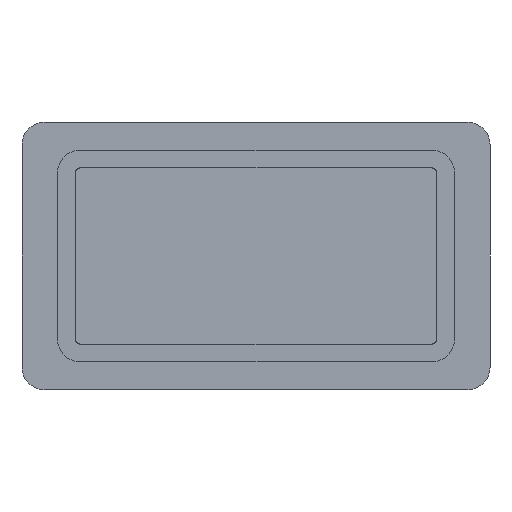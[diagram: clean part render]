
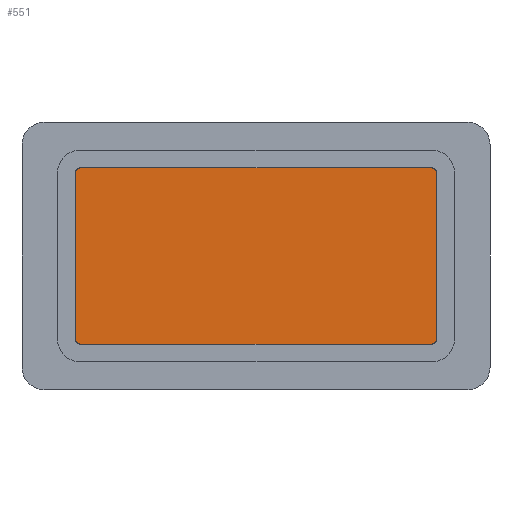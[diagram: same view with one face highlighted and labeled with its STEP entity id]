
A CAD part, front view. The second image highlights one B-rep face of the part: STEP entity #551.
In plain terms, the highlighted face is planar.
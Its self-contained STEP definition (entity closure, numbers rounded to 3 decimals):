
#11 = ORIENTED_EDGE ( 'NONE', *, *, #115, .T. ) ;
#17 = VERTEX_POINT ( 'NONE', #836 ) ;
#23 = VERTEX_POINT ( 'NONE', #586 ) ;
#33 = ORIENTED_EDGE ( 'NONE', *, *, #668, .T. ) ;
#34 = DIRECTION ( 'NONE',  ( 0., 1., 0. ) ) ;
#55 = AXIS2_PLACEMENT_3D ( 'NONE', #112, #333, #172 ) ;
#69 = PLANE ( 'NONE',  #907 ) ;
#72 = AXIS2_PLACEMENT_3D ( 'NONE', #1025, #521, #34 ) ;
#92 = DIRECTION ( 'NONE',  ( 0., 1., 0. ) ) ;
#96 = DIRECTION ( 'NONE',  ( 0., -1., 0. ) ) ;
#112 = CARTESIAN_POINT ( 'NONE',  ( -7.9, 3.75, -3. ) ) ;
#114 = CARTESIAN_POINT ( 'NONE',  ( 7.9, 3.75, -3. ) ) ;
#115 = EDGE_CURVE ( 'NONE', #206, #570, #359, .T. ) ;
#153 = ORIENTED_EDGE ( 'NONE', *, *, #414, .T. ) ;
#162 = VERTEX_POINT ( 'NONE', #1012 ) ;
#171 = CIRCLE ( 'NONE', #72, 0.2 ) ;
#172 = DIRECTION ( 'NONE',  ( 0., 1., 0. ) ) ;
#198 = DIRECTION ( 'NONE',  ( -1., 0., 0. ) ) ;
#204 = VECTOR ( 'NONE', #519, 1000. ) ;
#206 = VERTEX_POINT ( 'NONE', #689 ) ;
#264 = CARTESIAN_POINT ( 'NONE',  ( -7.9, -3.75, -3. ) ) ;
#270 = DIRECTION ( 'NONE',  ( 0., 0., 1. ) ) ;
#287 = CARTESIAN_POINT ( 'NONE',  ( 7.9, 3.95, -3. ) ) ;
#288 = VECTOR ( 'NONE', #198, 1000. ) ;
#328 = CIRCLE ( 'NONE', #646, 0.2 ) ;
#333 = DIRECTION ( 'NONE',  ( 0., 0., 1. ) ) ;
#335 = CARTESIAN_POINT ( 'NONE',  ( -7.9, 3.75, -3. ) ) ;
#358 = AXIS2_PLACEMENT_3D ( 'NONE', #114, #922, #514 ) ;
#359 = LINE ( 'NONE', #618, #828 ) ;
#394 = DIRECTION ( 'NONE',  ( 0., 1., 0. ) ) ;
#399 = ORIENTED_EDGE ( 'NONE', *, *, #994, .T. ) ;
#406 = ORIENTED_EDGE ( 'NONE', *, *, #1055, .T. ) ;
#414 = EDGE_CURVE ( 'NONE', #570, #17, #171, .T. ) ;
#483 = VERTEX_POINT ( 'NONE', #651 ) ;
#514 = DIRECTION ( 'NONE',  ( 0., 1., 0. ) ) ;
#519 = DIRECTION ( 'NONE',  ( 0., 1., 0. ) ) ;
#521 = DIRECTION ( 'NONE',  ( 0., 0., 1. ) ) ;
#527 = CIRCLE ( 'NONE', #358, 0.2 ) ;
#551 = ADVANCED_FACE ( 'NONE', ( #636 ), #69, .T. ) ;
#570 = VERTEX_POINT ( 'NONE', #671 ) ;
#571 = CARTESIAN_POINT ( 'NONE',  ( -8.1, 3.75, -3. ) ) ;
#574 = ORIENTED_EDGE ( 'NONE', *, *, #983, .T. ) ;
#586 = CARTESIAN_POINT ( 'NONE',  ( -8.1, -3.75, -3. ) ) ;
#602 = LINE ( 'NONE', #287, #288 ) ;
#618 = CARTESIAN_POINT ( 'NONE',  ( -7.9, -3.95, -3. ) ) ;
#636 = FACE_OUTER_BOUND ( 'NONE', #1031, .T. ) ;
#646 = AXIS2_PLACEMENT_3D ( 'NONE', #264, #270, #92 ) ;
#651 = CARTESIAN_POINT ( 'NONE',  ( -7.9, 3.95, -3. ) ) ;
#652 = ORIENTED_EDGE ( 'NONE', *, *, #657, .T. ) ;
#657 = EDGE_CURVE ( 'NONE', #975, #162, #527, .T. ) ;
#668 = EDGE_CURVE ( 'NONE', #17, #975, #837, .T. ) ;
#671 = CARTESIAN_POINT ( 'NONE',  ( 7.9, -3.95, -3. ) ) ;
#689 = CARTESIAN_POINT ( 'NONE',  ( -7.9, -3.95, -3. ) ) ;
#714 = LINE ( 'NONE', #913, #872 ) ;
#737 = CIRCLE ( 'NONE', #55, 0.2 ) ;
#743 = EDGE_CURVE ( 'NONE', #162, #483, #602, .T. ) ;
#771 = DIRECTION ( 'NONE',  ( 1., 0., 0. ) ) ;
#828 = VECTOR ( 'NONE', #771, 1000. ) ;
#836 = CARTESIAN_POINT ( 'NONE',  ( 8.1, -3.75, -3. ) ) ;
#837 = LINE ( 'NONE', #928, #204 ) ;
#872 = VECTOR ( 'NONE', #96, 1000. ) ;
#903 = VERTEX_POINT ( 'NONE', #571 ) ;
#907 = AXIS2_PLACEMENT_3D ( 'NONE', #335, #987, #394 ) ;
#913 = CARTESIAN_POINT ( 'NONE',  ( -8.1, 3.75, -3. ) ) ;
#922 = DIRECTION ( 'NONE',  ( 0., 0., 1. ) ) ;
#928 = CARTESIAN_POINT ( 'NONE',  ( 8.1, -3.75, -3. ) ) ;
#975 = VERTEX_POINT ( 'NONE', #1038 ) ;
#983 = EDGE_CURVE ( 'NONE', #903, #23, #714, .T. ) ;
#987 = DIRECTION ( 'NONE',  ( 0., 0., 1. ) ) ;
#994 = EDGE_CURVE ( 'NONE', #23, #206, #328, .T. ) ;
#1012 = CARTESIAN_POINT ( 'NONE',  ( 7.9, 3.95, -3. ) ) ;
#1025 = CARTESIAN_POINT ( 'NONE',  ( 7.9, -3.75, -3. ) ) ;
#1031 = EDGE_LOOP ( 'NONE', ( #406, #574, #399, #11, #153, #33, #652, #1059 ) ) ;
#1038 = CARTESIAN_POINT ( 'NONE',  ( 8.1, 3.75, -3. ) ) ;
#1055 = EDGE_CURVE ( 'NONE', #483, #903, #737, .T. ) ;
#1059 = ORIENTED_EDGE ( 'NONE', *, *, #743, .T. ) ;
